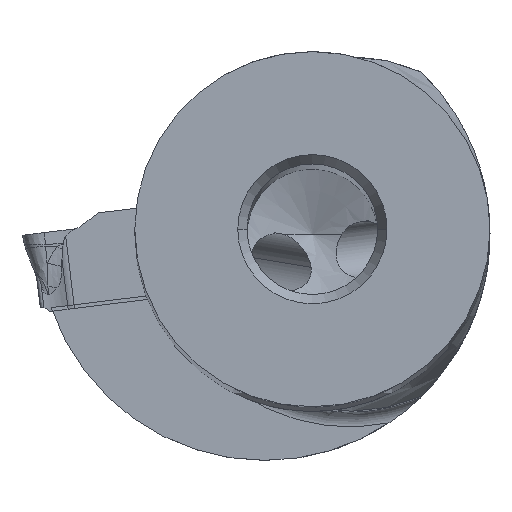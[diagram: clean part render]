
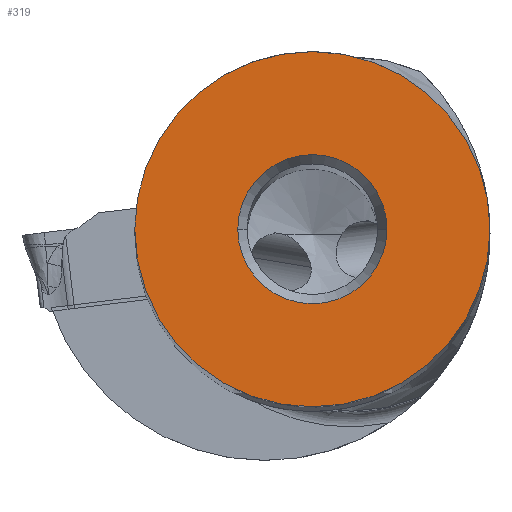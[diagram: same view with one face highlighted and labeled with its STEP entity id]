
A CAD part, top view. The second image highlights one B-rep face of the part: STEP entity #319.
In plain terms, the highlighted planar face has unit normal (0, 0, 1).
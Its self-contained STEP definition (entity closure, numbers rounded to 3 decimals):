
#50=FACE_BOUND('',#718,.T.);
#51=FACE_BOUND('',#719,.T.);
#319=ADVANCED_FACE('',(#50,#51),#415,.T.);
#415=PLANE('',#3601);
#718=EDGE_LOOP('',(#1441,#1442));
#719=EDGE_LOOP('',(#1443,#1444));
#1441=ORIENTED_EDGE('',*,*,#2464,.F.);
#1442=ORIENTED_EDGE('',*,*,#2457,.F.);
#1443=ORIENTED_EDGE('',*,*,#2469,.F.);
#1444=ORIENTED_EDGE('',*,*,#2470,.F.);
#2021=VERTEX_POINT('',#9668);
#2022=VERTEX_POINT('',#9669);
#2031=VERTEX_POINT('',#9692);
#2032=VERTEX_POINT('',#9693);
#2457=EDGE_CURVE('',#2021,#2022,#2920,.T.);
#2464=EDGE_CURVE('',#2022,#2021,#2921,.T.);
#2469=EDGE_CURVE('',#2031,#2032,#2922,.T.);
#2470=EDGE_CURVE('',#2032,#2031,#2923,.T.);
#2920=CIRCLE('',#3591,9.525);
#2921=CIRCLE('',#3595,9.525);
#2922=CIRCLE('',#3599,4.);
#2923=CIRCLE('',#3600,4.);
#3591=AXIS2_PLACEMENT_3D('',#9667,#4099,#4100);
#3595=AXIS2_PLACEMENT_3D('',#9681,#4111,#4112);
#3599=AXIS2_PLACEMENT_3D('',#9691,#4121,#4122);
#3600=AXIS2_PLACEMENT_3D('',#9694,#4123,#4124);
#3601=AXIS2_PLACEMENT_3D('',#9695,#4125,#4126);
#4099=DIRECTION('',(0.,0.,-1.));
#4100=DIRECTION('',(-1.,0.,0.));
#4111=DIRECTION('',(0.,0.,-1.));
#4112=DIRECTION('',(1.,0.,0.));
#4121=DIRECTION('',(0.,0.,1.));
#4122=DIRECTION('',(1.,0.,0.));
#4123=DIRECTION('',(0.,0.,1.));
#4124=DIRECTION('',(-1.,0.,0.));
#4125=DIRECTION('',(0.,0.,1.));
#4126=DIRECTION('',(1.,0.,0.));
#9667=CARTESIAN_POINT('',(0.,0.,0.));
#9668=CARTESIAN_POINT('',(-9.525,0.,0.));
#9669=CARTESIAN_POINT('',(9.525,0.,0.));
#9681=CARTESIAN_POINT('',(0.,0.,0.));
#9691=CARTESIAN_POINT('',(0.,0.,0.));
#9692=CARTESIAN_POINT('',(4.,0.,0.));
#9693=CARTESIAN_POINT('',(-4.,0.,0.));
#9694=CARTESIAN_POINT('',(0.,0.,0.));
#9695=CARTESIAN_POINT('',(0.,0.,0.));
